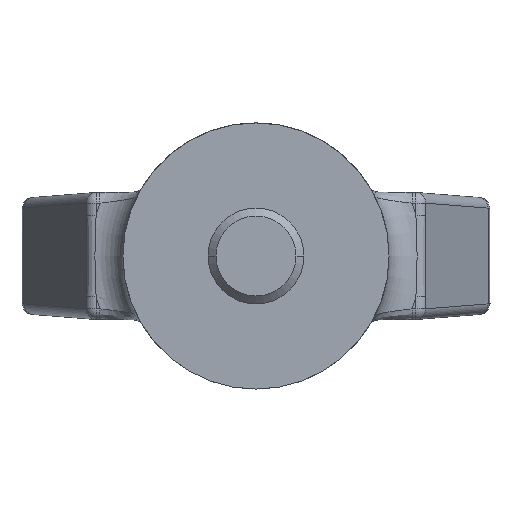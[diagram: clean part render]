
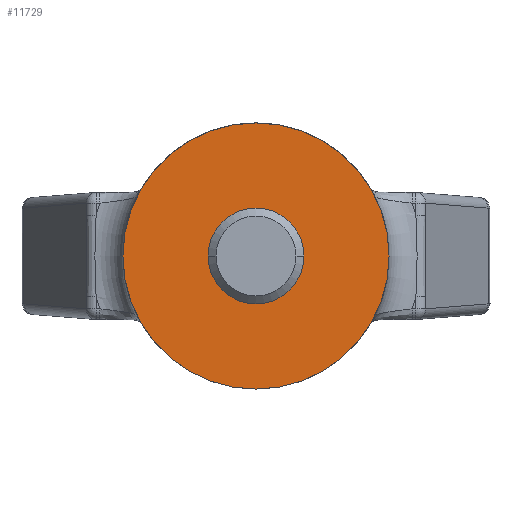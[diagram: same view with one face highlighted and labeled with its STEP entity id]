
A CAD part, front view. The second image highlights one B-rep face of the part: STEP entity #11729.
In plain terms, the highlighted planar face has unit normal (0, -1, 0).
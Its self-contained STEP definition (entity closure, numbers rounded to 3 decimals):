
#2187=CARTESIAN_POINT('',(0.,-86.,0.));
#2188=DIRECTION('',(0.,-1.,0.));
#2189=DIRECTION('',(-1.,0.,0.));
#2190=AXIS2_PLACEMENT_3D('',#2187,#2188,#2189);
#2192=CARTESIAN_POINT('',(0.,-86.,0.));
#2193=DIRECTION('',(0.,1.,0.));
#2194=DIRECTION('',(-1.,0.,0.));
#2195=AXIS2_PLACEMENT_3D('',#2192,#2193,#2194);
#6340=CARTESIAN_POINT('',(-50.,-86.,0.));
#6341=CARTESIAN_POINT('',(50.,-86.,0.));
#6342=VERTEX_POINT('',#6340);
#6343=VERTEX_POINT('',#6341);
#11720=CARTESIAN_POINT('',(0.,-86.,0.));
#11721=DIRECTION('',(0.,1.,0.));
#11722=DIRECTION('',(1.,0.,0.));
#11723=AXIS2_PLACEMENT_3D('',#11720,#11721,#11722);
#11724=PLANE('',#11723);
#11725=ORIENTED_EDGE('',*,*,#8769,.F.);
#11726=ORIENTED_EDGE('',*,*,#11686,.T.);
#11727=EDGE_LOOP('',(#11725,#11726));
#11728=FACE_OUTER_BOUND('',#11727,.F.);
#11729=ADVANCED_FACE('',(#11728),#11724,.F.);
#2191=CIRCLE('',#2190,50.);
#2196=CIRCLE('',#2195,50.);
#8769=EDGE_CURVE('',#6342,#6343,#2191,.T.);
#11686=EDGE_CURVE('',#6342,#6343,#2196,.T.);
